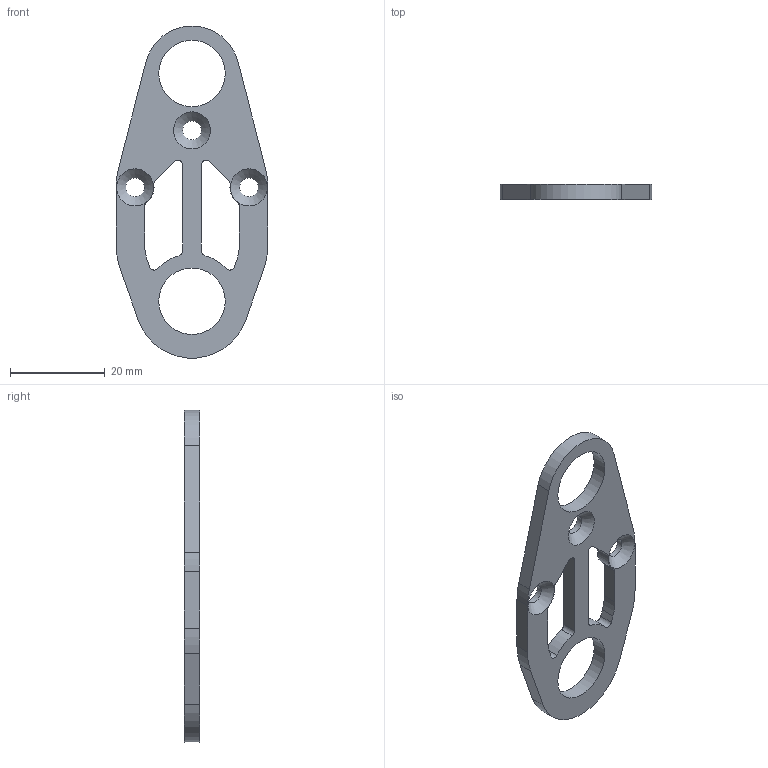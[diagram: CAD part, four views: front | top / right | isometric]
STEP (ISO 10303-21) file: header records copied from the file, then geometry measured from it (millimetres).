
FILE_DESCRIPTION(/* description */ ('STEP AP242','CAx-IF Rec.Pracs.---Representation and Presentation of Product Manufacturing Information (PMI)---4.0---2014-10-13','CAx-IF Rec.Pracs.---3D Tessellated Geometry---0.4---2014-09-14','2;1'),/* implementation_level */ '2;1');
FILE_NAME(/* name */ '63c035bc245f64442c3283b9',/* time_stamp */ '2023-01-12T16:30:52+00:00',/* author */ (''),/* organization */ (''),/* preprocessor_version */ 'ST-DEVELOPER v18.102',/* originating_system */ ' ',/* authorisation */ ' ');
FILE_SCHEMA (('AP242_MANAGED_MODEL_BASED_3D_ENGINEERING_MIM_LF { 1 0 10303 442 1 1 4 }'));
Length unit declared in the file: metre
Products named in the file (1): CNC Backplate
Bounding box: 32 x 3.17 x 69.96 mm (x, y, z)
Volume: 3503.4 mm3; surface area: 3510.6 mm2
Topology: 1 solids, 1 shells, 46 faces, 129 edges, 85 vertices
Faces by surface type: cylinder 27, plane 16, cone 3
Full cylindrical faces by diameter (mm): 4 x3, 14 x2
Entity records: 1516 total; most frequent: DIRECTION 272, CARTESIAN_POINT 253, ORIENTED_EDGE 242, EDGE_CURVE 121, AXIS2_PLACEMENT_3D 104, VERTEX_POINT 85, EDGE_LOOP 68, FACE_BOUND 68
